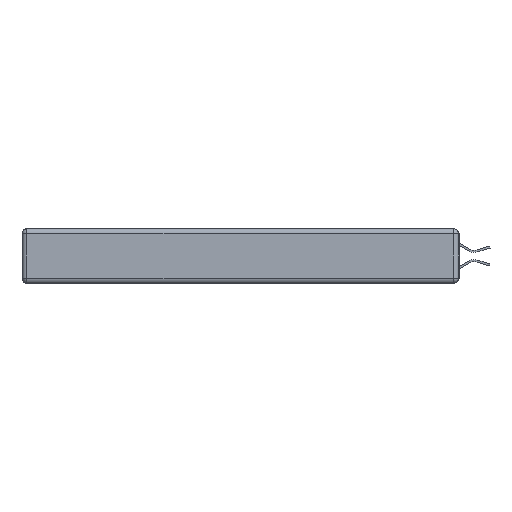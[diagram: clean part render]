
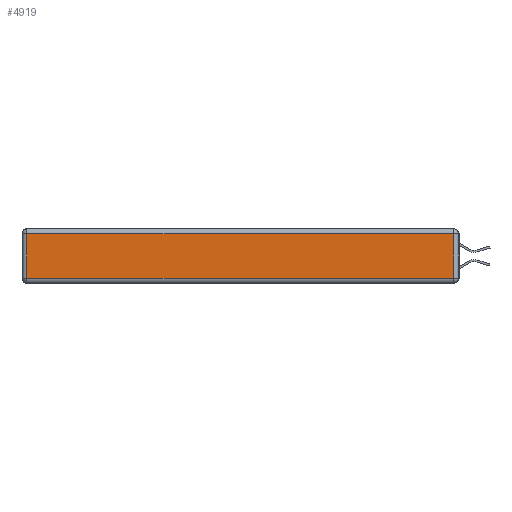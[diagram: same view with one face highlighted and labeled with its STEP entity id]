
A CAD part, left-side view. The second image highlights one B-rep face of the part: STEP entity #4919.
In plain terms, the highlighted planar face has unit normal (-1, 0, 0).
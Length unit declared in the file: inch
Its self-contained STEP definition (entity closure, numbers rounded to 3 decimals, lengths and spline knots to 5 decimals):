
#58 = EDGE_CURVE ( 'NONE', #2380, #19830, #17230, .T. ) ;
#124 = EDGE_CURVE ( 'NONE', #16084, #2380, #15407, .T. ) ;
#207 = EDGE_CURVE ( 'NONE', #10193, #16084, #8286, .T. ) ;
#1712 = DIRECTION ( 'NONE',  ( 0., -1., 0. ) ) ;
#2380 = VERTEX_POINT ( 'NONE', #6379 ) ;
#3699 = CARTESIAN_POINT ( 'NONE',  ( 0., 2.72, -0.343 ) ) ;
#4160 = CARTESIAN_POINT ( 'NONE',  ( 0., 2.72, -0.313 ) ) ;
#4665 = ORIENTED_EDGE ( 'NONE', *, *, #124, .T. ) ;
#4919 = ADVANCED_FACE ( 'NONE', ( #7008 ), #16038, .T. ) ;
#6379 = CARTESIAN_POINT ( 'NONE',  ( 0., 0.03, -0.313 ) ) ;
#7008 = FACE_OUTER_BOUND ( 'NONE', #11227, .T. ) ;
#8039 = CARTESIAN_POINT ( 'NONE',  ( 0., 0.03, -0.03 ) ) ;
#8162 = CARTESIAN_POINT ( 'NONE',  ( 0., 0.03, -0.343 ) ) ;
#8286 = LINE ( 'NONE', #3699, #20271 ) ;
#9372 = ORIENTED_EDGE ( 'NONE', *, *, #14545, .T. ) ;
#10193 = VERTEX_POINT ( 'NONE', #20972 ) ;
#11227 = EDGE_LOOP ( 'NONE', ( #4665, #18639, #9372, #14241 ) ) ;
#11752 = DIRECTION ( 'NONE',  ( 0., 1., 0. ) ) ;
#12242 = VECTOR ( 'NONE', #11752, 39.37008 ) ;
#12498 = AXIS2_PLACEMENT_3D ( 'NONE', #14093, #20822, #15966 ) ;
#13858 = VECTOR ( 'NONE', #1712, 39.37008 ) ;
#14093 = CARTESIAN_POINT ( 'NONE',  ( 0., 0., -0.343 ) ) ;
#14241 = ORIENTED_EDGE ( 'NONE', *, *, #207, .T. ) ;
#14545 = EDGE_CURVE ( 'NONE', #19830, #10193, #16571, .T. ) ;
#14557 = CARTESIAN_POINT ( 'NONE',  ( 0., 0., -0.313 ) ) ;
#14846 = DIRECTION ( 'NONE',  ( 0., 0., -1. ) ) ;
#14927 = VECTOR ( 'NONE', #16419, 39.37008 ) ;
#15407 = LINE ( 'NONE', #14557, #13858 ) ;
#15966 = DIRECTION ( 'NONE',  ( 0., 0., 1. ) ) ;
#16038 = PLANE ( 'NONE',  #12498 ) ;
#16084 = VERTEX_POINT ( 'NONE', #4160 ) ;
#16419 = DIRECTION ( 'NONE',  ( 0., 0., 1. ) ) ;
#16571 = LINE ( 'NONE', #17954, #12242 ) ;
#17230 = LINE ( 'NONE', #8162, #14927 ) ;
#17954 = CARTESIAN_POINT ( 'NONE',  ( 0., 2.75, -0.03 ) ) ;
#18639 = ORIENTED_EDGE ( 'NONE', *, *, #58, .T. ) ;
#19830 = VERTEX_POINT ( 'NONE', #8039 ) ;
#20271 = VECTOR ( 'NONE', #14846, 39.37008 ) ;
#20822 = DIRECTION ( 'NONE',  ( -1., 0., 0. ) ) ;
#20972 = CARTESIAN_POINT ( 'NONE',  ( 0., 2.72, -0.03 ) ) ;
